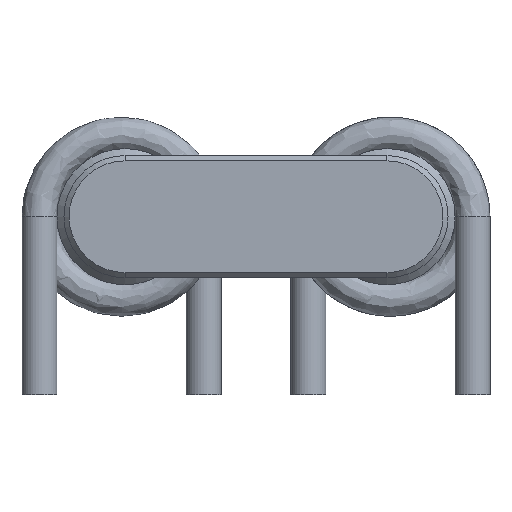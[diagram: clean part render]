
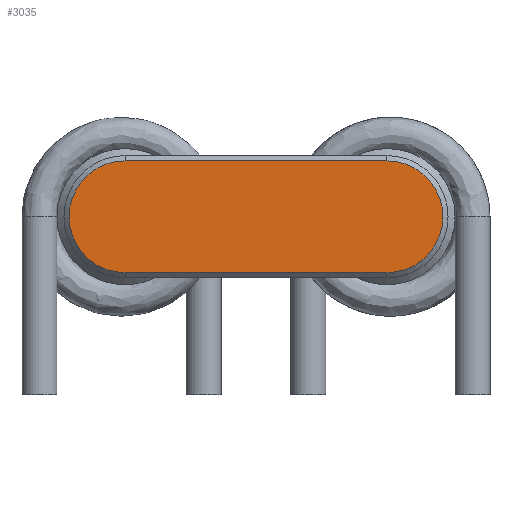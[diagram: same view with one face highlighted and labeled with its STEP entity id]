
A CAD part, left-side view. The second image highlights one B-rep face of the part: STEP entity #3035.
In plain terms, the highlighted face is planar.
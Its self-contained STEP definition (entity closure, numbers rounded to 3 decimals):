
#226=LINE('',#8501,#365);
#227=LINE('',#8506,#366);
#365=VECTOR('',#4096,1000.);
#366=VECTOR('',#4099,1000.);
#652=PLANE('',#3482);
#1367=ORIENTED_EDGE('',*,*,#1928,.T.);
#1368=ORIENTED_EDGE('',*,*,#1929,.T.);
#1369=ORIENTED_EDGE('',*,*,#1930,.T.);
#1370=ORIENTED_EDGE('',*,*,#1931,.T.);
#1928=EDGE_CURVE('',#2258,#2259,#226,.T.);
#1929=EDGE_CURVE('',#2259,#2260,#2366,.T.);
#1930=EDGE_CURVE('',#2260,#2261,#227,.T.);
#1931=EDGE_CURVE('',#2261,#2258,#2367,.T.);
#2258=VERTEX_POINT('',#8502);
#2259=VERTEX_POINT('',#8503);
#2260=VERTEX_POINT('',#8505);
#2261=VERTEX_POINT('',#8507);
#2366=CIRCLE('',#3483,3.2);
#2367=CIRCLE('',#3484,3.2);
#2578=EDGE_LOOP('',(#1367,#1368,#1369,#1370));
#2801=FACE_BOUND('',#2578,.T.);
#3035=ADVANCED_FACE('',(#2801),#652,.T.);
#3482=AXIS2_PLACEMENT_3D('',#8500,#4094,#4095);
#3483=AXIS2_PLACEMENT_3D('',#8504,#4097,#4098);
#3484=AXIS2_PLACEMENT_3D('',#8508,#4100,#4101);
#4094=DIRECTION('',(0.,-1.,0.));
#4095=DIRECTION('',(0.,0.,-1.));
#4096=DIRECTION('',(1.,0.,0.));
#4097=DIRECTION('',(0.,-1.,0.));
#4098=DIRECTION('',(0.,0.,-1.));
#4099=DIRECTION('',(-1.,0.,0.));
#4100=DIRECTION('',(0.,-1.,0.));
#4101=DIRECTION('',(0.,0.,-1.));
#8500=CARTESIAN_POINT('',(7.5,-12.25,0.));
#8501=CARTESIAN_POINT('',(7.5,-12.25,-3.2));
#8502=CARTESIAN_POINT('',(-7.5,-12.25,-3.2));
#8503=CARTESIAN_POINT('',(7.5,-12.25,-3.2));
#8504=CARTESIAN_POINT('',(7.5,-12.25,0.));
#8505=CARTESIAN_POINT('',(7.5,-12.25,3.2));
#8506=CARTESIAN_POINT('',(-7.5,-12.25,3.2));
#8507=CARTESIAN_POINT('',(-7.5,-12.25,3.2));
#8508=CARTESIAN_POINT('',(-7.5,-12.25,0.));
